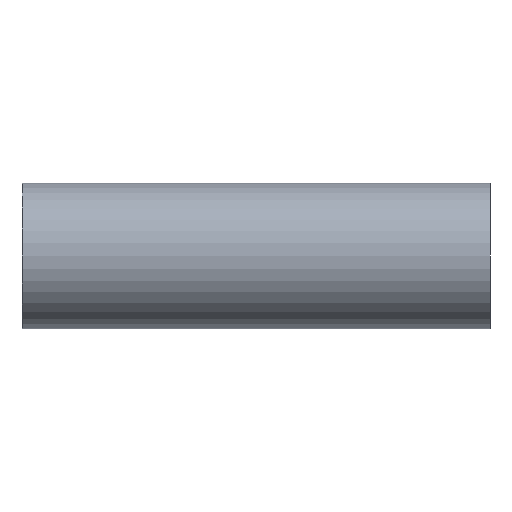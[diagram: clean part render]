
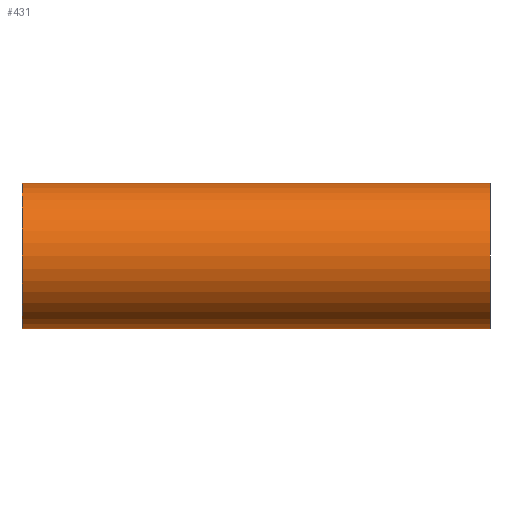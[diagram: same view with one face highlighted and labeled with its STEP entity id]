
A CAD part, left-side view. The second image highlights one B-rep face of the part: STEP entity #431.
In plain terms, the highlighted cylindrical face has radius 12.7 mm (diameter 25.4 mm), a partial arc.
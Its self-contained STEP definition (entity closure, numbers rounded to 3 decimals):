
#12 = DIRECTION ( 'NONE',  ( 0., 1., 0. ) ) ;
#23 = CARTESIAN_POINT ( 'NONE',  ( 0., 0., -12.7 ) ) ;
#70 = EDGE_LOOP ( 'NONE', ( #122, #470, #230, #94 ) ) ;
#75 = EDGE_CURVE ( 'NONE', #273, #156, #578, .T. ) ;
#90 = DIRECTION ( 'NONE',  ( 0., 0., 1. ) ) ;
#94 = ORIENTED_EDGE ( 'NONE', *, *, #450, .F. ) ;
#105 = VERTEX_POINT ( 'NONE', #401 ) ;
#122 = ORIENTED_EDGE ( 'NONE', *, *, #271, .F. ) ;
#133 = DIRECTION ( 'NONE',  ( 0., 1., 0. ) ) ;
#139 = DIRECTION ( 'NONE',  ( 0., 1., 0. ) ) ;
#142 = AXIS2_PLACEMENT_3D ( 'NONE', #493, #12, #585 ) ;
#156 = VERTEX_POINT ( 'NONE', #400 ) ;
#212 = FACE_OUTER_BOUND ( 'NONE', #70, .T. ) ;
#218 = VECTOR ( 'NONE', #139, 1000. ) ;
#230 = ORIENTED_EDGE ( 'NONE', *, *, #328, .T. ) ;
#241 = VERTEX_POINT ( 'NONE', #270 ) ;
#270 = CARTESIAN_POINT ( 'NONE',  ( 0., 81.7, 12.7 ) ) ;
#271 = EDGE_CURVE ( 'NONE', #273, #105, #451, .T. ) ;
#273 = VERTEX_POINT ( 'NONE', #23 ) ;
#284 = LINE ( 'NONE', #319, #533 ) ;
#299 = AXIS2_PLACEMENT_3D ( 'NONE', #568, #133, #515 ) ;
#319 = CARTESIAN_POINT ( 'NONE',  ( 0., 161.376, 12.7 ) ) ;
#328 = EDGE_CURVE ( 'NONE', #156, #241, #284, .T. ) ;
#330 = CARTESIAN_POINT ( 'NONE',  ( 0., 161.376, 0. ) ) ;
#369 = CIRCLE ( 'NONE', #299, 12.7 ) ;
#400 = CARTESIAN_POINT ( 'NONE',  ( 0., 0., 12.7 ) ) ;
#401 = CARTESIAN_POINT ( 'NONE',  ( 0., 81.7, -12.7 ) ) ;
#423 = DIRECTION ( 'NONE',  ( 0., 1., 0. ) ) ;
#431 = ADVANCED_FACE ( 'NONE', ( #212 ), #497, .T. ) ;
#450 = EDGE_CURVE ( 'NONE', #105, #241, #369, .T. ) ;
#451 = LINE ( 'NONE', #498, #218 ) ;
#470 = ORIENTED_EDGE ( 'NONE', *, *, #75, .T. ) ;
#474 = DIRECTION ( 'NONE',  ( 0., 1., 0. ) ) ;
#483 = AXIS2_PLACEMENT_3D ( 'NONE', #330, #423, #90 ) ;
#493 = CARTESIAN_POINT ( 'NONE',  ( 0., 0., 0. ) ) ;
#497 = CYLINDRICAL_SURFACE ( 'NONE', #483, 12.7 ) ;
#498 = CARTESIAN_POINT ( 'NONE',  ( 0., 161.376, -12.7 ) ) ;
#515 = DIRECTION ( 'NONE',  ( 0., 0., 1. ) ) ;
#533 = VECTOR ( 'NONE', #474, 1000. ) ;
#568 = CARTESIAN_POINT ( 'NONE',  ( 0., 81.7, 0. ) ) ;
#578 = CIRCLE ( 'NONE', #142, 12.7 ) ;
#585 = DIRECTION ( 'NONE',  ( 0., 0., 1. ) ) ;
